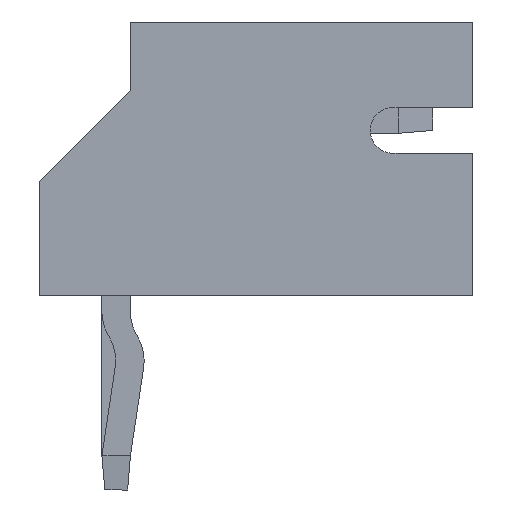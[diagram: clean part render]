
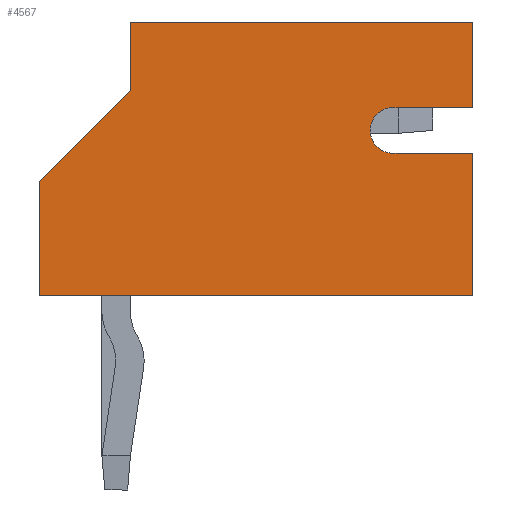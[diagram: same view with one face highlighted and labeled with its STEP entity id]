
A CAD part, left-side view. The second image highlights one B-rep face of the part: STEP entity #4567.
In plain terms, the highlighted planar face has unit normal (-1, 0, 0).
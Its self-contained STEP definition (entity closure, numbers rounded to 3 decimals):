
#52 = LINE ( 'NONE', #4231, #16929 ) ;
#302 = CARTESIAN_POINT ( 'NONE',  ( -4.95, -1.6, 3.3 ) ) ;
#324 = LINE ( 'NONE', #12849, #5469 ) ;
#636 = EDGE_CURVE ( 'NONE', #16806, #946, #324, .T. ) ;
#686 = VECTOR ( 'NONE', #6897, 1000. ) ;
#946 = VERTEX_POINT ( 'NONE', #2378 ) ;
#1131 = EDGE_CURVE ( 'NONE', #13873, #12281, #6265, .T. ) ;
#1766 = DIRECTION ( 'NONE',  ( 0., 0., -1. ) ) ;
#1819 = CIRCLE ( 'NONE', #3815, 0.4 ) ;
#1936 = ORIENTED_EDGE ( 'NONE', *, *, #636, .F. ) ;
#2200 = CARTESIAN_POINT ( 'NONE',  ( -4.95, -1.6, 3.3 ) ) ;
#2237 = VECTOR ( 'NONE', #1766, 1000. ) ;
#2318 = CARTESIAN_POINT ( 'NONE',  ( -4.95, -1.6, 2.9 ) ) ;
#2378 = CARTESIAN_POINT ( 'NONE',  ( -4.95, -3., 3.3 ) ) ;
#2561 = CARTESIAN_POINT ( 'NONE',  ( -4.95, 3., 4.8 ) ) ;
#2916 = CARTESIAN_POINT ( 'NONE',  ( -4.95, -1.6, 2.5 ) ) ;
#3099 = DIRECTION ( 'NONE',  ( 0., 0., -1. ) ) ;
#3721 = CARTESIAN_POINT ( 'NONE',  ( -4.95, 3.3, 3.3 ) ) ;
#3815 = AXIS2_PLACEMENT_3D ( 'NONE', #2318, #16032, #15860 ) ;
#4115 = LINE ( 'NONE', #302, #4464 ) ;
#4124 = ORIENTED_EDGE ( 'NONE', *, *, #10265, .T. ) ;
#4134 = DIRECTION ( 'NONE',  ( 0., -1., 0. ) ) ;
#4135 = VERTEX_POINT ( 'NONE', #5534 ) ;
#4183 = CARTESIAN_POINT ( 'NONE',  ( -4.95, 3., 4.8 ) ) ;
#4231 = CARTESIAN_POINT ( 'NONE',  ( -4.95, -1.6, 2.5 ) ) ;
#4464 = VECTOR ( 'NONE', #11310, 1000. ) ;
#4486 = LINE ( 'NONE', #12733, #2237 ) ;
#4566 = ORIENTED_EDGE ( 'NONE', *, *, #16742, .F. ) ;
#4567 = ADVANCED_FACE ( 'NONE', ( #10280 ), #15825, .F. ) ;
#4680 = VERTEX_POINT ( 'NONE', #2916 ) ;
#4859 = CARTESIAN_POINT ( 'NONE',  ( -4.95, -3., 4.8 ) ) ;
#5180 = CARTESIAN_POINT ( 'NONE',  ( -4.95, 4.6, 0. ) ) ;
#5202 = ORIENTED_EDGE ( 'NONE', *, *, #10330, .T. ) ;
#5261 = DIRECTION ( 'NONE',  ( 0., -1., 0. ) ) ;
#5469 = VECTOR ( 'NONE', #5863, 1000. ) ;
#5534 = CARTESIAN_POINT ( 'NONE',  ( -4.95, -3., 2.5 ) ) ;
#5863 = DIRECTION ( 'NONE',  ( 0., 0., -1. ) ) ;
#6017 = VECTOR ( 'NONE', #8903, 1000. ) ;
#6090 = ORIENTED_EDGE ( 'NONE', *, *, #1131, .F. ) ;
#6265 = LINE ( 'NONE', #11733, #6017 ) ;
#6804 = LINE ( 'NONE', #13621, #7764 ) ;
#6852 = ORIENTED_EDGE ( 'NONE', *, *, #16107, .T. ) ;
#6897 = DIRECTION ( 'NONE',  ( 0., -1., 0. ) ) ;
#7720 = VERTEX_POINT ( 'NONE', #2200 ) ;
#7764 = VECTOR ( 'NONE', #5261, 1000. ) ;
#8283 = LINE ( 'NONE', #4183, #16059 ) ;
#8347 = EDGE_LOOP ( 'NONE', ( #4566, #16899, #1936, #13516, #5202, #6852, #6090, #4124, #15373, #14366 ) ) ;
#8903 = DIRECTION ( 'NONE',  ( 0., 0., 1. ) ) ;
#9250 = EDGE_CURVE ( 'NONE', #946, #7720, #4115, .T. ) ;
#10000 = LINE ( 'NONE', #16725, #686 ) ;
#10137 = VERTEX_POINT ( 'NONE', #2561 ) ;
#10265 = EDGE_CURVE ( 'NONE', #13873, #13901, #10000, .T. ) ;
#10280 = FACE_OUTER_BOUND ( 'NONE', #8347, .T. ) ;
#10330 = EDGE_CURVE ( 'NONE', #10137, #17934, #8283, .T. ) ;
#10597 = EDGE_CURVE ( 'NONE', #4680, #4135, #52, .T. ) ;
#11011 = DIRECTION ( 'NONE',  ( 1., 0., 0. ) ) ;
#11310 = DIRECTION ( 'NONE',  ( 0., 1., 0. ) ) ;
#11733 = CARTESIAN_POINT ( 'NONE',  ( -4.95, 4.6, 0. ) ) ;
#11984 = LINE ( 'NONE', #3721, #15118 ) ;
#12079 = CARTESIAN_POINT ( 'NONE',  ( -4.95, 3., 4.8 ) ) ;
#12281 = VERTEX_POINT ( 'NONE', #12306 ) ;
#12306 = CARTESIAN_POINT ( 'NONE',  ( -4.95, 4.6, 2. ) ) ;
#12733 = CARTESIAN_POINT ( 'NONE',  ( -4.95, -3., 4.8 ) ) ;
#12849 = CARTESIAN_POINT ( 'NONE',  ( -4.95, -3., 4.8 ) ) ;
#13163 = EDGE_CURVE ( 'NONE', #4135, #13901, #4486, .T. ) ;
#13286 = EDGE_CURVE ( 'NONE', #10137, #16806, #6804, .T. ) ;
#13516 = ORIENTED_EDGE ( 'NONE', *, *, #13286, .F. ) ;
#13529 = DIRECTION ( 'NONE',  ( 0., 0.707, -0.707 ) ) ;
#13621 = CARTESIAN_POINT ( 'NONE',  ( -4.95, 3., 4.8 ) ) ;
#13623 = CARTESIAN_POINT ( 'NONE',  ( -4.95, -3., 0. ) ) ;
#13873 = VERTEX_POINT ( 'NONE', #5180 ) ;
#13901 = VERTEX_POINT ( 'NONE', #13623 ) ;
#14366 = ORIENTED_EDGE ( 'NONE', *, *, #10597, .F. ) ;
#15118 = VECTOR ( 'NONE', #13529, 1000. ) ;
#15191 = CARTESIAN_POINT ( 'NONE',  ( -4.95, 3., 3.6 ) ) ;
#15373 = ORIENTED_EDGE ( 'NONE', *, *, #13163, .F. ) ;
#15825 = PLANE ( 'NONE',  #17067 ) ;
#15860 = DIRECTION ( 'NONE',  ( 0., -1., 0. ) ) ;
#16032 = DIRECTION ( 'NONE',  ( -1., 0., 0. ) ) ;
#16059 = VECTOR ( 'NONE', #3099, 1000. ) ;
#16107 = EDGE_CURVE ( 'NONE', #17934, #12281, #11984, .T. ) ;
#16725 = CARTESIAN_POINT ( 'NONE',  ( -4.95, 3., 0. ) ) ;
#16742 = EDGE_CURVE ( 'NONE', #7720, #4680, #1819, .T. ) ;
#16806 = VERTEX_POINT ( 'NONE', #4859 ) ;
#16899 = ORIENTED_EDGE ( 'NONE', *, *, #9250, .F. ) ;
#16929 = VECTOR ( 'NONE', #4134, 1000. ) ;
#17067 = AXIS2_PLACEMENT_3D ( 'NONE', #12079, #11011, #17542 ) ;
#17542 = DIRECTION ( 'NONE',  ( 0., 1., 0. ) ) ;
#17934 = VERTEX_POINT ( 'NONE', #15191 ) ;
